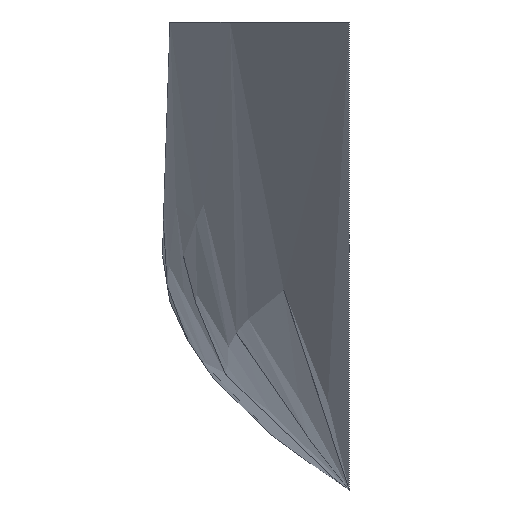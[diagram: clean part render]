
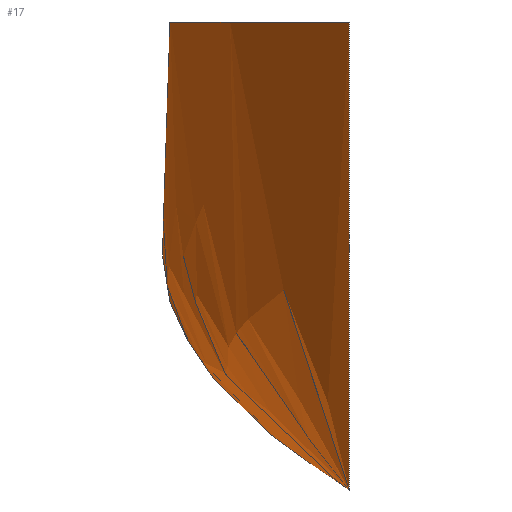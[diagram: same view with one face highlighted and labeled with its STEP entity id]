
A CAD part, left-side view. The second image highlights one B-rep face of the part: STEP entity #17.
In plain terms, the highlighted free-form (B-spline) face has degree [3, 4] with [4, 11] control points.
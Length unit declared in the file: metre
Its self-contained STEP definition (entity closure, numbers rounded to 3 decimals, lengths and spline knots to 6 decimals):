
#17 = ADVANCED_FACE('',(#18),#40,.T.);
#18 = FACE_BOUND('',#19,.T.);
#19 = EDGE_LOOP('',(#20,#91,#108,#132));
#20 = ORIENTED_EDGE('',*,*,#21,.F.);
#21 = EDGE_CURVE('',#22,#24,#26,.T.);
#22 = VERTEX_POINT('',#23);
#23 = CARTESIAN_POINT('',(-1.25,0.,0.15625));
#24 = VERTEX_POINT('',#25);
#25 = CARTESIAN_POINT('',(-1.25,0.,-0.15625));
#26 = SURFACE_CURVE('',#27,(#39),.PCURVE_S1.);
#27 = B_SPLINE_CURVE_WITH_KNOTS('',4,(#28,#29,#30,#31,#32,#33,#34,#35,
    #36,#37,#38),.UNSPECIFIED.,.F.,.F.,(5,3,3,5),(0.,0.434398,
    0.6784,1.),.UNSPECIFIED.);
#28 = CARTESIAN_POINT('',(-1.25,0.,0.15625));
#29 = CARTESIAN_POINT('',(-1.25,0.,0.117188));
#30 = CARTESIAN_POINT('',(-1.25,0.,0.078125));
#31 = CARTESIAN_POINT('',(-1.25,0.,0.039063));
#32 = CARTESIAN_POINT('',(-1.25,0.,-0.021941));
#33 = CARTESIAN_POINT('',(-1.25,0.,-0.041869));
#34 = CARTESIAN_POINT('',(-1.25,0.,-0.060515));
#35 = CARTESIAN_POINT('',(-1.25,0.,-0.101336));
#36 = CARTESIAN_POINT('',(-1.25,0.,-0.121017));
#37 = CARTESIAN_POINT('',(-1.25,0.,-0.139276));
#38 = CARTESIAN_POINT('',(-1.25,0.,-0.15625));
#39 = PCURVE('',#40,#85);
#40 = B_SPLINE_SURFACE_WITH_KNOTS('',3,4,(
    (#41,#42,#43,#44,#45,#46,#47,#48,#49,#50,#51)
    ,(#52,#53,#54,#55,#56,#57,#58,#59,#60,#61,#62)
    ,(#63,#64,#65,#66,#67,#68,#69,#70,#71,#72,#73)
    ,(#74,#75,#76,#77,#78,#79,#80,#81,#82,#83,#84
  )),.UNSPECIFIED.,.F.,.F.,.F.,(4,4),(5,3,3,5),(0.,1.),(0.,0.434398,
    0.6784,1.),.UNSPECIFIED.);
#41 = CARTESIAN_POINT('',(-1.25,0.,0.15625));
#42 = CARTESIAN_POINT('',(-1.25,0.,0.117188));
#43 = CARTESIAN_POINT('',(-1.25,0.,0.078125));
#44 = CARTESIAN_POINT('',(-1.25,0.,0.039063));
#45 = CARTESIAN_POINT('',(-1.25,0.,-0.021941));
#46 = CARTESIAN_POINT('',(-1.25,0.,-0.041869));
#47 = CARTESIAN_POINT('',(-1.25,0.,-0.060515));
#48 = CARTESIAN_POINT('',(-1.25,0.,-0.101336));
#49 = CARTESIAN_POINT('',(-1.25,0.,-0.121017));
#50 = CARTESIAN_POINT('',(-1.25,0.,-0.139276));
#51 = CARTESIAN_POINT('',(-1.25,0.,-0.15625));
#52 = CARTESIAN_POINT('',(-0.427536,0.166357,0.15625));
#53 = CARTESIAN_POINT('',(-0.427536,0.166357,0.117188));
#54 = CARTESIAN_POINT('',(-0.427536,0.166357,0.078125));
#55 = CARTESIAN_POINT('',(-0.427536,0.166357,0.039063));
#56 = CARTESIAN_POINT('',(-0.427537,0.166341,-0.021941));
#57 = CARTESIAN_POINT('',(-0.426411,0.157708,-0.041869));
#58 = CARTESIAN_POINT('',(-0.424671,0.143609,-0.060515));
#59 = CARTESIAN_POINT('',(-0.420418,0.100131,-0.101336));
#60 = CARTESIAN_POINT('',(-0.418058,0.069695,-0.121017));
#61 = CARTESIAN_POINT('',(-0.41667,0.036273,-0.139276));
#62 = CARTESIAN_POINT('',(-0.416667,0.,-0.15625));
#63 = CARTESIAN_POINT('',(0.427536,0.166357,0.15625));
#64 = CARTESIAN_POINT('',(0.427536,0.166357,0.117188));
#65 = CARTESIAN_POINT('',(0.427536,0.166357,0.078125));
#66 = CARTESIAN_POINT('',(0.427536,0.166357,0.039063));
#67 = CARTESIAN_POINT('',(0.427537,0.166341,-0.021941));
#68 = CARTESIAN_POINT('',(0.426411,0.157708,-0.041869));
#69 = CARTESIAN_POINT('',(0.424671,0.143609,-0.060515));
#70 = CARTESIAN_POINT('',(0.420418,0.100131,-0.101336));
#71 = CARTESIAN_POINT('',(0.418058,0.069695,-0.121017));
#72 = CARTESIAN_POINT('',(0.41667,0.036273,-0.139276));
#73 = CARTESIAN_POINT('',(0.416667,0.,-0.15625));
#74 = CARTESIAN_POINT('',(1.25,0.,0.15625));
#75 = CARTESIAN_POINT('',(1.25,0.,0.117188));
#76 = CARTESIAN_POINT('',(1.25,0.,0.078125));
#77 = CARTESIAN_POINT('',(1.25,0.,0.039063));
#78 = CARTESIAN_POINT('',(1.25,0.,-0.021941));
#79 = CARTESIAN_POINT('',(1.25,0.,-0.041869));
#80 = CARTESIAN_POINT('',(1.25,0.,-0.060515));
#81 = CARTESIAN_POINT('',(1.25,0.,-0.101336));
#82 = CARTESIAN_POINT('',(1.25,0.,-0.121017));
#83 = CARTESIAN_POINT('',(1.25,0.,-0.139276));
#84 = CARTESIAN_POINT('',(1.25,0.,-0.15625));
#85 = DEFINITIONAL_REPRESENTATION('',(#86),#90);
#86 = LINE('',#87,#88);
#87 = CARTESIAN_POINT('',(0.,0.));
#88 = VECTOR('',#89,1.);
#89 = DIRECTION('',(-0.,1.));
#90 = ( GEOMETRIC_REPRESENTATION_CONTEXT(2) 
PARAMETRIC_REPRESENTATION_CONTEXT() REPRESENTATION_CONTEXT('2D SPACE',''
  ) );
#91 = ORIENTED_EDGE('',*,*,#92,.T.);
#92 = EDGE_CURVE('',#22,#93,#95,.T.);
#93 = VERTEX_POINT('',#94);
#94 = CARTESIAN_POINT('',(1.25,0.,0.15625));
#95 = SURFACE_CURVE('',#96,(#101),.PCURVE_S1.);
#96 = B_SPLINE_CURVE_WITH_KNOTS('',3,(#97,#98,#99,#100),.UNSPECIFIED.,
  .F.,.F.,(4,4),(0.,1.),.PIECEWISE_BEZIER_KNOTS.);
#97 = CARTESIAN_POINT('',(-1.25,0.,0.15625));
#98 = CARTESIAN_POINT('',(-0.427536,0.166357,0.15625));
#99 = CARTESIAN_POINT('',(0.427536,0.166357,0.15625));
#100 = CARTESIAN_POINT('',(1.25,0.,0.15625));
#101 = PCURVE('',#40,#102);
#102 = DEFINITIONAL_REPRESENTATION('',(#103),#107);
#103 = LINE('',#104,#105);
#104 = CARTESIAN_POINT('',(0.,0.));
#105 = VECTOR('',#106,1.);
#106 = DIRECTION('',(1.,0.));
#107 = ( GEOMETRIC_REPRESENTATION_CONTEXT(2) 
PARAMETRIC_REPRESENTATION_CONTEXT() REPRESENTATION_CONTEXT('2D SPACE',''
  ) );
#108 = ORIENTED_EDGE('',*,*,#109,.T.);
#109 = EDGE_CURVE('',#93,#110,#112,.T.);
#110 = VERTEX_POINT('',#111);
#111 = CARTESIAN_POINT('',(1.25,0.,-0.15625));
#112 = SURFACE_CURVE('',#113,(#125),.PCURVE_S1.);
#113 = B_SPLINE_CURVE_WITH_KNOTS('',4,(#114,#115,#116,#117,#118,#119,
    #120,#121,#122,#123,#124),.UNSPECIFIED.,.F.,.F.,(5,3,3,5),(0.,
    0.434398,0.6784,1.),.UNSPECIFIED.);
#114 = CARTESIAN_POINT('',(1.25,0.,0.15625));
#115 = CARTESIAN_POINT('',(1.25,0.,0.117188));
#116 = CARTESIAN_POINT('',(1.25,0.,0.078125));
#117 = CARTESIAN_POINT('',(1.25,0.,0.039063));
#118 = CARTESIAN_POINT('',(1.25,0.,-0.021941));
#119 = CARTESIAN_POINT('',(1.25,0.,-0.041869));
#120 = CARTESIAN_POINT('',(1.25,0.,-0.060515));
#121 = CARTESIAN_POINT('',(1.25,0.,-0.101336));
#122 = CARTESIAN_POINT('',(1.25,0.,-0.121017));
#123 = CARTESIAN_POINT('',(1.25,0.,-0.139276));
#124 = CARTESIAN_POINT('',(1.25,0.,-0.15625));
#125 = PCURVE('',#40,#126);
#126 = DEFINITIONAL_REPRESENTATION('',(#127),#131);
#127 = LINE('',#128,#129);
#128 = CARTESIAN_POINT('',(1.,0.));
#129 = VECTOR('',#130,1.);
#130 = DIRECTION('',(0.,1.));
#131 = ( GEOMETRIC_REPRESENTATION_CONTEXT(2) 
PARAMETRIC_REPRESENTATION_CONTEXT() REPRESENTATION_CONTEXT('2D SPACE',''
  ) );
#132 = ORIENTED_EDGE('',*,*,#133,.F.);
#133 = EDGE_CURVE('',#24,#110,#134,.T.);
#134 = SURFACE_CURVE('',#135,(#140),.PCURVE_S1.);
#135 = B_SPLINE_CURVE_WITH_KNOTS('',3,(#136,#137,#138,#139),
  .UNSPECIFIED.,.F.,.F.,(4,4),(0.,1.),.PIECEWISE_BEZIER_KNOTS.);
#136 = CARTESIAN_POINT('',(-1.25,0.,-0.15625));
#137 = CARTESIAN_POINT('',(-0.416667,0.,-0.15625));
#138 = CARTESIAN_POINT('',(0.416667,0.,-0.15625));
#139 = CARTESIAN_POINT('',(1.25,0.,-0.15625));
#140 = PCURVE('',#40,#141);
#141 = DEFINITIONAL_REPRESENTATION('',(#142),#146);
#142 = LINE('',#143,#144);
#143 = CARTESIAN_POINT('',(0.,1.));
#144 = VECTOR('',#145,1.);
#145 = DIRECTION('',(1.,-0.));
#146 = ( GEOMETRIC_REPRESENTATION_CONTEXT(2) 
PARAMETRIC_REPRESENTATION_CONTEXT() REPRESENTATION_CONTEXT('2D SPACE',''
  ) );
